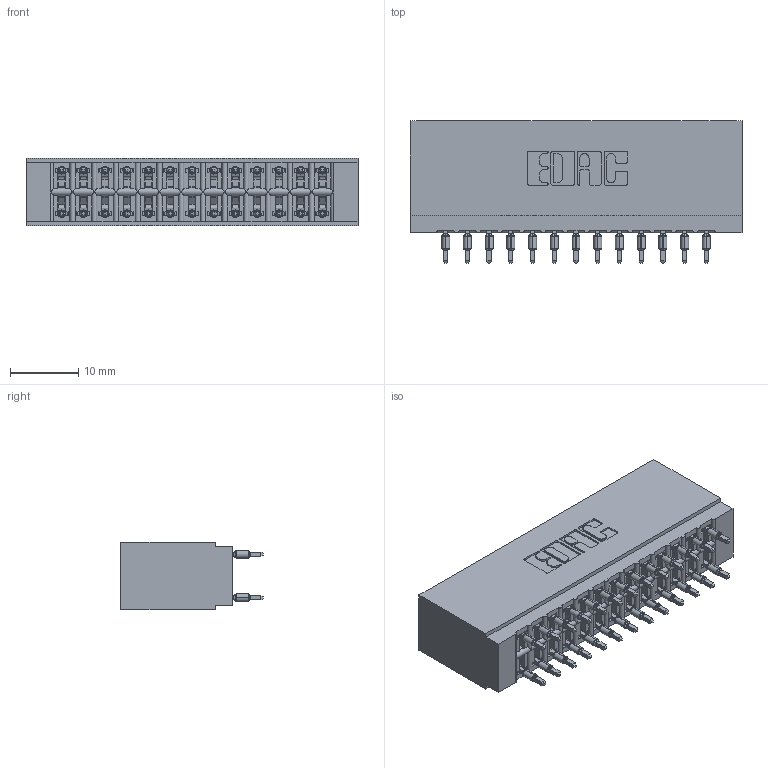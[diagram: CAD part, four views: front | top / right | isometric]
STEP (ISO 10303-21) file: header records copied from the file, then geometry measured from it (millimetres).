
FILE_DESCRIPTION (( 'STEP AP203' ), '1' );
FILE_NAME ('746-026-560-201.STEP', '2020-09-16T05:26:34', ( '' ), ( '' ), 'SwSTEP 2.0', 'SolidWorks 2020', '' );
FILE_SCHEMA (( 'CONFIG_CONTROL_DESIGN' ));
Length unit declared in the file: inch
Products named in the file (3): 746-026-560-201; 746-292-001_560; 746 Part_.515 Slot Depth - 01
Assembly tree (27 placements, depth 2):
  746-026-560-201
    746 Part_.515 Slot Depth - 01
    746-292-001_560  x26
Bounding box: 48.51 x 20.82 x 9.91 mm (x, y, z)
Volume: 5486.2 mm3; surface area: 8716.7 mm2
Topology: 27 solids, 27 shells, 2554 faces, 7101 edges, 4556 vertices
Faces by surface type: plane 1277, cylinder 601, bspline 520, torus 156
Entity records: 24348 total; most frequent: CARTESIAN_POINT 5089, ORIENTED_EDGE 4102, DIRECTION 3481, EDGE_CURVE 2051, LINE 1729, VECTOR 1729, VERTEX_POINT 1356, AXIS2_PLACEMENT_3D 876
